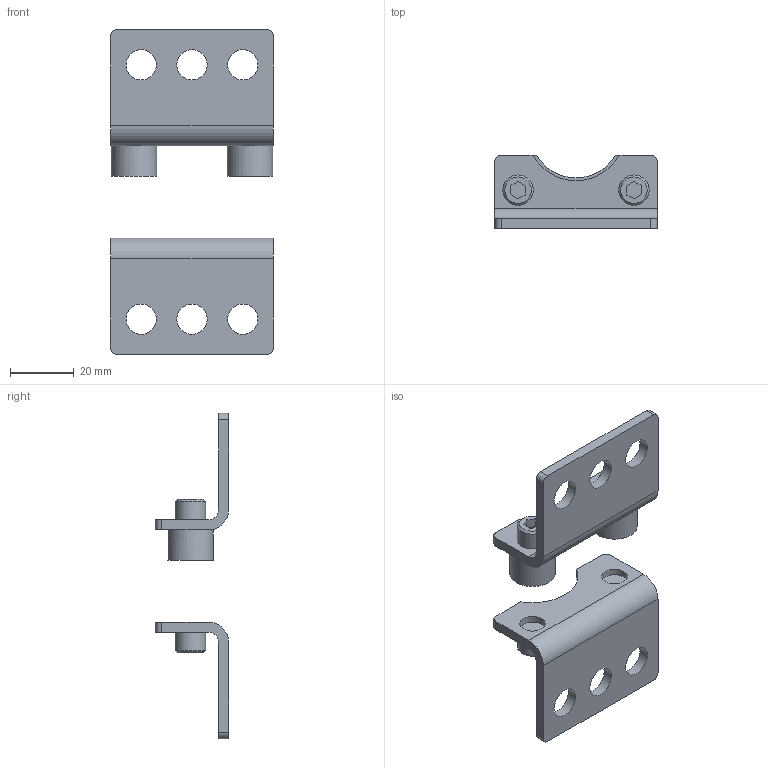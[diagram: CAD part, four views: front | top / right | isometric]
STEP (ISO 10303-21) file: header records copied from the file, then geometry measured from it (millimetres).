
FILE_DESCRIPTION(/* description */ ('Unknown'),/* implementation_level */ '2;1');
FILE_NAME(/* name */ '1309.150.05;1f',/* time_stamp */ '2021-06-09T09:49:59-04:00',/* author */ ('Unknown'),/* organization */ ('Unknown'),/* preprocessor_version */ 'ST-DEVELOPER v16.7',/* originating_system */ 'Solid Edge',/* authorisation */ 'Unknown');
FILE_SCHEMA (('AUTOMOTIVE_DESIGN {1 0 10303 214 3 1 1}'));
Length unit declared in the file: millimetre
Products named in the file (3): 1309.150.05;1f; 1309.150.05;1F_F; 1309.150.05;1F
Assembly tree (2 placements, depth 2):
  1309.150.05;1f
    1309.150.05;1F_F
    1309.150.05;1F
Bounding box: 50.8 x 23 x 101.83 mm (x, y, z)
Volume: 19518.2 mm3; surface area: 13761.2 mm2
Topology: 2 solids, 4 shells, 94 faces, 228 edges, 152 vertices
Faces by surface type: plane 60, cylinder 30, cone 4
Full cylindrical faces by diameter (mm): 8 x4, 9.5 x6, 9.525 x4, 14.287 x2
Entity records: 3308 total; most frequent: DIRECTION 458, CARTESIAN_POINT 437, ORIENTED_EDGE 396, EDGE_CURVE 198, AXIS2_PLACEMENT_3D 163, VERTEX_POINT 142, EDGE_LOOP 136, FACE_BOUND 136
